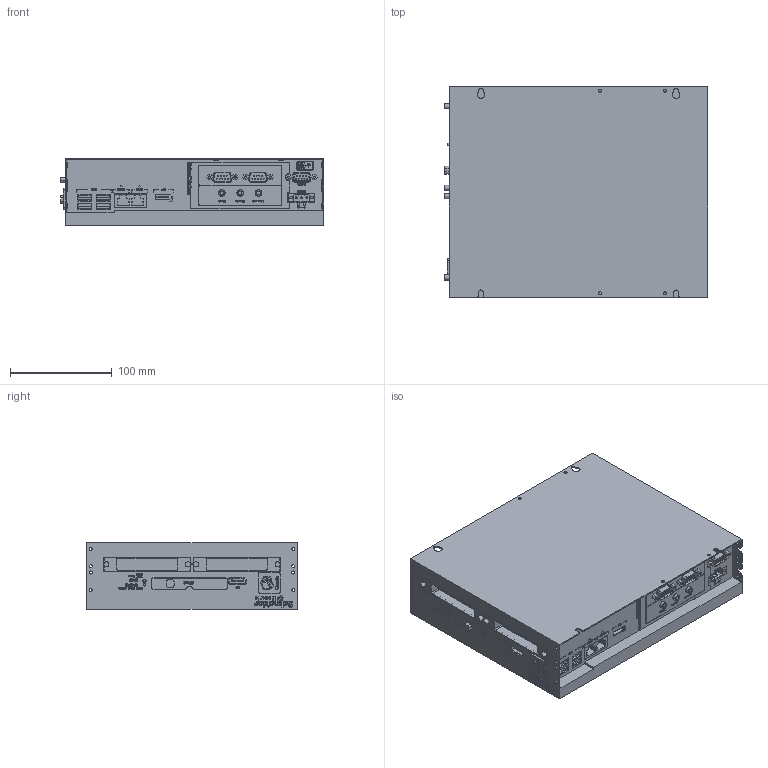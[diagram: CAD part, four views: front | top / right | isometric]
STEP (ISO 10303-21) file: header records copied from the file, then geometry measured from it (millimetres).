
FILE_DESCRIPTION(('STEP AP242'),'1');
FILE_NAME('hmibmpsi74d2801.stp','2019-01-28T11:15:14',('TraceParts'),('TraceParts S.A.'),'Spatial InterOp 3D',' ',' ');
FILE_SCHEMA(('AP242_MANAGED_MODEL_BASED_3D_ENGINEERING_MIM_LF {1 0 10303 442 1 1 4}'));
Length unit declared in the file: millimetre
Products named in the file (1): hmibmpsi74d2801_1
Bounding box: 259 x 207 x 65.3 mm (x, y, z)
Volume: 3099302.3 mm3; surface area: 205595.8 mm2
Topology: 5 solids, 5 shells, 3521 faces, 9403 edges, 6254 vertices
Faces by surface type: plane 1642, extrusion 1389, cylinder 477, revolution 10, torus 3
Entity records: 165674 total; most frequent: CARTESIAN_POINT 83110, ORIENTED_EDGE 18806, DIRECTION 12738, EDGE_CURVE 9403, VECTOR 6464, VERTEX_POINT 6254, LINE 5075, B_SPLINE_CURVE_WITH_KNOTS 4722
